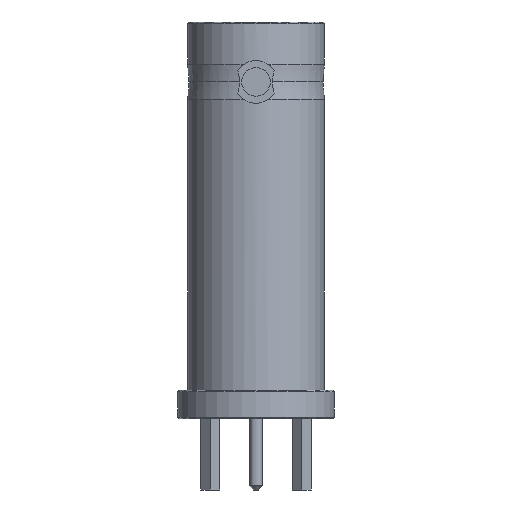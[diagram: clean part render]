
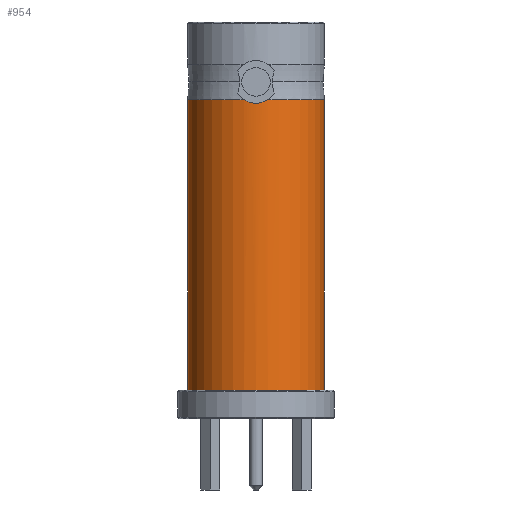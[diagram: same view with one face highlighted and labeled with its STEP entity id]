
A CAD part, front view. The second image highlights one B-rep face of the part: STEP entity #954.
In plain terms, the highlighted cylindrical face has radius 4.8 mm (diameter 9.6 mm), a partial arc.
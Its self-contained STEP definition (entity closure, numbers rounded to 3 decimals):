
#8 = EDGE_CURVE ( 'NONE', #2809, #1020, #1962, .T. ) ;
#42 = CARTESIAN_POINT ( 'NONE',  ( 0., 0., 0. ) ) ;
#87 = VECTOR ( 'NONE', #671, 1000. ) ;
#424 = EDGE_CURVE ( 'NONE', #2809, #2197, #1264, .T. ) ;
#495 = CARTESIAN_POINT ( 'NONE',  ( -0.829, -4.728, 22.35 ) ) ;
#556 = VECTOR ( 'NONE', #4029, 1000. ) ;
#572 = LINE ( 'NONE', #4006, #556 ) ;
#644 = CARTESIAN_POINT ( 'NONE',  ( 0., 0., 2. ) ) ;
#671 = DIRECTION ( 'NONE',  ( 0., 0., -1. ) ) ;
#797 = EDGE_CURVE ( 'NONE', #2197, #1899, #2917, .T. ) ;
#865 = AXIS2_PLACEMENT_3D ( 'NONE', #42, #3189, #1939 ) ;
#889 = CYLINDRICAL_SURFACE ( 'NONE', #865, 4.8 ) ;
#954 = ADVANCED_FACE ( 'NONE', ( #1863 ), #889, .T. ) ;
#1020 = VERTEX_POINT ( 'NONE', #3252 ) ;
#1054 = CARTESIAN_POINT ( 'NONE',  ( 0.707, -4.749, 22.269 ) ) ;
#1144 = CARTESIAN_POINT ( 'NONE',  ( -0.576, -4.767, 22.207 ) ) ;
#1234 = ORIENTED_EDGE ( 'NONE', *, *, #424, .F. ) ;
#1257 = AXIS2_PLACEMENT_3D ( 'NONE', #1398, #3933, #2631 ) ;
#1264 = LINE ( 'NONE', #1283, #87 ) ;
#1283 = CARTESIAN_POINT ( 'NONE',  ( 4.8, 0., 0. ) ) ;
#1362 = EDGE_CURVE ( 'NONE', #1498, #2964, #1648, .T. ) ;
#1398 = CARTESIAN_POINT ( 'NONE',  ( 0., 0., 22.35 ) ) ;
#1476 = DIRECTION ( 'NONE',  ( 0., 0., -1. ) ) ;
#1498 = VERTEX_POINT ( 'NONE', #495 ) ;
#1609 = B_SPLINE_CURVE_WITH_KNOTS ( 'NONE', 3,
 ( #3594, #2963, #1144, #2337, #1762, #3019, #2040, #2709, #1054, #2018 ),
 .UNSPECIFIED., .F., .F.,
 ( 4, 2, 2, 2, 4 ),
 ( 0., 0., 0.001, 0.001, 0.002 ),
 .UNSPECIFIED. ) ;
#1648 = CIRCLE ( 'NONE', #1257, 4.8 ) ;
#1762 = CARTESIAN_POINT ( 'NONE',  ( -0.148, -4.8, 22.1 ) ) ;
#1863 = FACE_OUTER_BOUND ( 'NONE', #3698, .T. ) ;
#1880 = DIRECTION ( 'NONE',  ( -1., 0., 0. ) ) ;
#1899 = VERTEX_POINT ( 'NONE', #2435 ) ;
#1926 = DIRECTION ( 'NONE',  ( -1., 0., 0. ) ) ;
#1939 = DIRECTION ( 'NONE',  ( -1., 0., 0. ) ) ;
#1962 = CIRCLE ( 'NONE', #3743, 4.8 ) ;
#2018 = CARTESIAN_POINT ( 'NONE',  ( 0.829, -4.728, 22.35 ) ) ;
#2040 = CARTESIAN_POINT ( 'NONE',  ( 0.293, -4.793, 22.122 ) ) ;
#2197 = VERTEX_POINT ( 'NONE', #2573 ) ;
#2337 = CARTESIAN_POINT ( 'NONE',  ( -0.294, -4.793, 22.122 ) ) ;
#2377 = CARTESIAN_POINT ( 'NONE',  ( 4.8, 0., 22.35 ) ) ;
#2431 = ORIENTED_EDGE ( 'NONE', *, *, #797, .F. ) ;
#2435 = CARTESIAN_POINT ( 'NONE',  ( -4.8, 0., 2. ) ) ;
#2478 = EDGE_CURVE ( 'NONE', #2964, #1899, #572, .T. ) ;
#2573 = CARTESIAN_POINT ( 'NONE',  ( 4.8, 0., 2. ) ) ;
#2602 = ORIENTED_EDGE ( 'NONE', *, *, #2478, .T. ) ;
#2631 = DIRECTION ( 'NONE',  ( -1., 0., 0. ) ) ;
#2709 = CARTESIAN_POINT ( 'NONE',  ( 0.572, -4.768, 22.206 ) ) ;
#2809 = VERTEX_POINT ( 'NONE', #2377 ) ;
#2836 = EDGE_CURVE ( 'NONE', #1498, #1020, #1609, .T. ) ;
#2875 = DIRECTION ( 'NONE',  ( 0., 0., -1. ) ) ;
#2917 = CIRCLE ( 'NONE', #3781, 4.8 ) ;
#2963 = CARTESIAN_POINT ( 'NONE',  ( -0.707, -4.749, 22.269 ) ) ;
#2964 = VERTEX_POINT ( 'NONE', #4085 ) ;
#3019 = CARTESIAN_POINT ( 'NONE',  ( 0.145, -4.8, 22.1 ) ) ;
#3020 = ORIENTED_EDGE ( 'NONE', *, *, #1362, .T. ) ;
#3189 = DIRECTION ( 'NONE',  ( 0., 0., -1. ) ) ;
#3252 = CARTESIAN_POINT ( 'NONE',  ( 0.829, -4.728, 22.35 ) ) ;
#3594 = CARTESIAN_POINT ( 'NONE',  ( -0.829, -4.728, 22.35 ) ) ;
#3698 = EDGE_LOOP ( 'NONE', ( #1234, #4055, #3957, #3020, #2602, #2431 ) ) ;
#3720 = CARTESIAN_POINT ( 'NONE',  ( 0., 0., 22.35 ) ) ;
#3743 = AXIS2_PLACEMENT_3D ( 'NONE', #3720, #1476, #1880 ) ;
#3781 = AXIS2_PLACEMENT_3D ( 'NONE', #644, #2875, #1926 ) ;
#3933 = DIRECTION ( 'NONE',  ( 0., 0., -1. ) ) ;
#3957 = ORIENTED_EDGE ( 'NONE', *, *, #2836, .F. ) ;
#4006 = CARTESIAN_POINT ( 'NONE',  ( -4.8, 0., 0. ) ) ;
#4029 = DIRECTION ( 'NONE',  ( 0., 0., -1. ) ) ;
#4055 = ORIENTED_EDGE ( 'NONE', *, *, #8, .T. ) ;
#4085 = CARTESIAN_POINT ( 'NONE',  ( -4.8, 0., 22.35 ) ) ;
